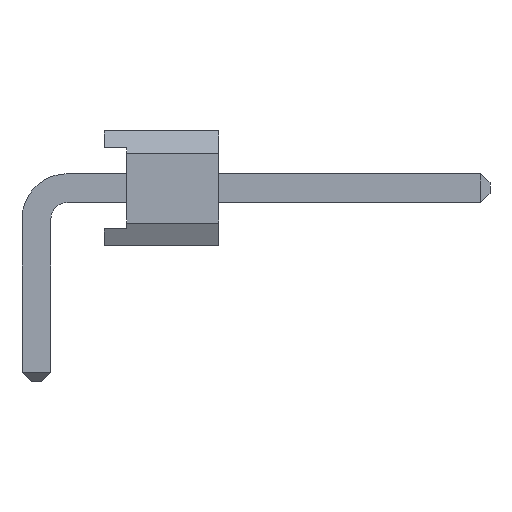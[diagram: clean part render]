
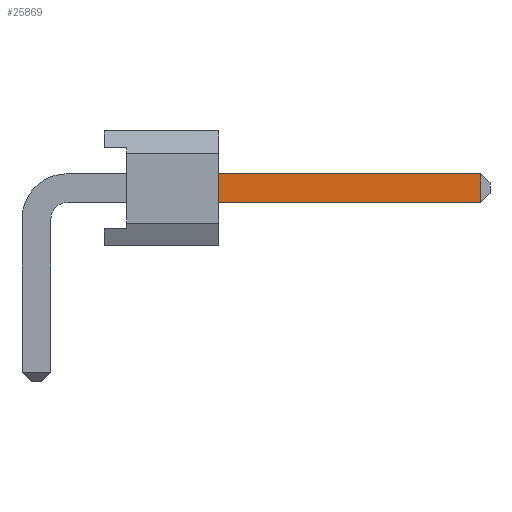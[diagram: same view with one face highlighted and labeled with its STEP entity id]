
A CAD part, front view. The second image highlights one B-rep face of the part: STEP entity #25869.
In plain terms, the highlighted face is planar.
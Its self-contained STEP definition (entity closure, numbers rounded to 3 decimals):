
#4344=ORIENTED_EDGE('',*,*,#7606,.T.);
#4345=ORIENTED_EDGE('',*,*,#7469,.F.);
#4346=ORIENTED_EDGE('',*,*,#7607,.T.);
#4347=ORIENTED_EDGE('',*,*,#7605,.T.);
#7469=EDGE_CURVE('',#9393,#9390,#11639,.T.);
#7605=EDGE_CURVE('',#9522,#9525,#11775,.T.);
#7606=EDGE_CURVE('',#9525,#9390,#11776,.T.);
#7607=EDGE_CURVE('',#9393,#9522,#11777,.T.);
#9390=VERTEX_POINT('',#36150);
#9393=VERTEX_POINT('',#36155);
#9522=VERTEX_POINT('',#36416);
#9525=VERTEX_POINT('',#36426);
#11639=LINE('',#36156,#14141);
#11775=LINE('',#36429,#14277);
#11776=LINE('',#36431,#14278);
#11777=LINE('',#36432,#14279);
#14141=VECTOR('',#30919,1000.);
#14277=VECTOR('',#31065,1000.);
#14278=VECTOR('',#31068,1000.);
#14279=VECTOR('',#31069,1000.);
#15587=EDGE_LOOP('',(#4344,#4345,#4346,#4347));
#16679=FACE_BOUND('',#15587,.T.);
#17643=PLANE('',#27032);
#25869=ADVANCED_FACE('',(#16679),#17643,.F.);
#27032=AXIS2_PLACEMENT_3D('',#36430,#31066,#31067);
#30919=DIRECTION('',(0.,-1.,0.));
#31065=DIRECTION('',(0.,-1.,0.));
#31066=DIRECTION('',(-1.,0.,0.));
#31067=DIRECTION('',(0.,0.,1.));
#31068=DIRECTION('',(0.,0.,-1.));
#31069=DIRECTION('',(0.,0.,1.));
#36150=CARTESIAN_POINT('',(39.69,-0.32,1.27));
#36155=CARTESIAN_POINT('',(39.69,0.32,1.27));
#36156=CARTESIAN_POINT('',(39.69,0.32,1.27));
#36416=CARTESIAN_POINT('',(39.69,0.32,7.07));
#36426=CARTESIAN_POINT('',(39.69,-0.32,7.07));
#36429=CARTESIAN_POINT('',(39.69,0.68,7.07));
#36430=CARTESIAN_POINT('',(39.69,0.68,-2.09));
#36431=CARTESIAN_POINT('',(39.69,-0.32,-2.09));
#36432=CARTESIAN_POINT('',(39.69,0.32,-2.09));
